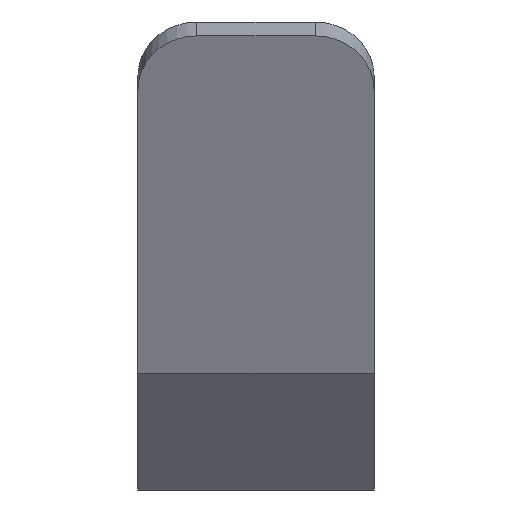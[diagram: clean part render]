
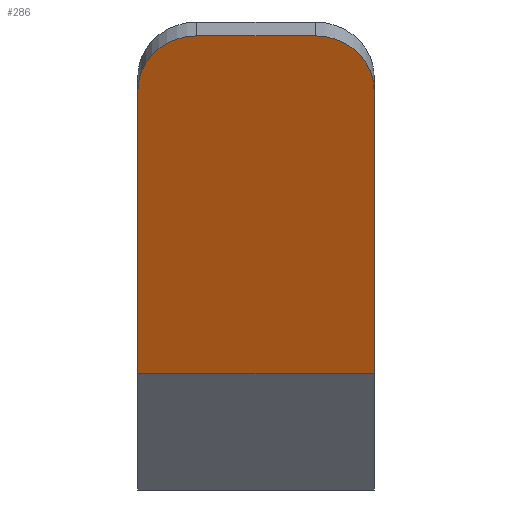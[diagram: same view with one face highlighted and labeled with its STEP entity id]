
A CAD part, front view. The second image highlights one B-rep face of the part: STEP entity #286.
In plain terms, the highlighted planar face has unit normal (0, -0.922, -0.388).
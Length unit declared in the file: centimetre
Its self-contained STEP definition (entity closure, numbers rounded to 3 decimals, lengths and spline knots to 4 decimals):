
#24=PLANE('',#327);
#39=FACE_OUTER_BOUND('',#56,.T.);
#56=EDGE_LOOP('',(#257,#258,#259,#260,#261,#262));
#73=LINE('',#459,#100);
#76=LINE('',#468,#103);
#83=LINE('',#489,#110);
#84=LINE('',#491,#111);
#100=VECTOR('',#372,2.5983);
#103=VECTOR('',#381,2.5983);
#110=VECTOR('',#406,2.);
#111=VECTOR('',#409,1.);
#118=CIRCLE('',#313,0.5);
#119=CIRCLE('',#316,0.5);
#136=VERTEX_POINT('',#445);
#137=VERTEX_POINT('',#446);
#141=VERTEX_POINT('',#457);
#142=VERTEX_POINT('',#461);
#143=VERTEX_POINT('',#463);
#144=VERTEX_POINT('',#467);
#165=EDGE_CURVE('',#136,#137,#118,.T.);
#172=EDGE_CURVE('',#136,#141,#73,.T.);
#174=EDGE_CURVE('',#142,#143,#119,.T.);
#176=EDGE_CURVE('',#144,#143,#76,.T.);
#187=EDGE_CURVE('',#141,#144,#83,.T.);
#188=EDGE_CURVE('',#137,#142,#84,.T.);
#257=ORIENTED_EDGE('',*,*,#165,.F.);
#258=ORIENTED_EDGE('',*,*,#172,.T.);
#259=ORIENTED_EDGE('',*,*,#187,.T.);
#260=ORIENTED_EDGE('',*,*,#176,.T.);
#261=ORIENTED_EDGE('',*,*,#174,.F.);
#262=ORIENTED_EDGE('',*,*,#188,.F.);
#286=ADVANCED_FACE('',(#39),#24,.T.);
#313=AXIS2_PLACEMENT_3D('',#447,#362,#363);
#316=AXIS2_PLACEMENT_3D('',#464,#376,#377);
#327=AXIS2_PLACEMENT_3D('',#490,#407,#408);
#362=DIRECTION('center_axis',(0.,0.922,0.388));
#363=DIRECTION('ref_axis',(-0.707,-0.274,0.652));
#372=DIRECTION('',(0.,0.388,-0.922));
#376=DIRECTION('center_axis',(0.,0.922,0.388));
#377=DIRECTION('ref_axis',(0.707,-0.274,0.652));
#381=DIRECTION('',(0.,-0.388,0.922));
#406=DIRECTION('',(1.,0.,0.));
#407=DIRECTION('center_axis',(0.,-0.922,-0.388));
#408=DIRECTION('ref_axis',(0.,0.388,-0.922));
#409=DIRECTION('',(1.,0.,0.));
#445=CARTESIAN_POINT('',(4.1552,-23.2168,7.4704));
#446=CARTESIAN_POINT('',(4.6552,-23.4106,7.9312));
#447=CARTESIAN_POINT('Origin',(4.6552,-23.2168,7.4704));
#457=CARTESIAN_POINT('',(4.1552,-22.2092,5.0754));
#459=CARTESIAN_POINT('',(4.1552,-23.2168,7.4704));
#461=CARTESIAN_POINT('',(5.6552,-23.4106,7.9312));
#463=CARTESIAN_POINT('',(6.1552,-23.2168,7.4704));
#464=CARTESIAN_POINT('Origin',(5.6552,-23.2168,7.4704));
#467=CARTESIAN_POINT('',(6.1552,-22.2092,5.0754));
#468=CARTESIAN_POINT('',(6.1552,-22.2092,5.0754));
#489=CARTESIAN_POINT('',(4.1552,-22.2092,5.0754));
#490=CARTESIAN_POINT('Origin',(5.1552,-22.2092,5.0754));
#491=CARTESIAN_POINT('',(4.6552,-23.4106,7.9312));
